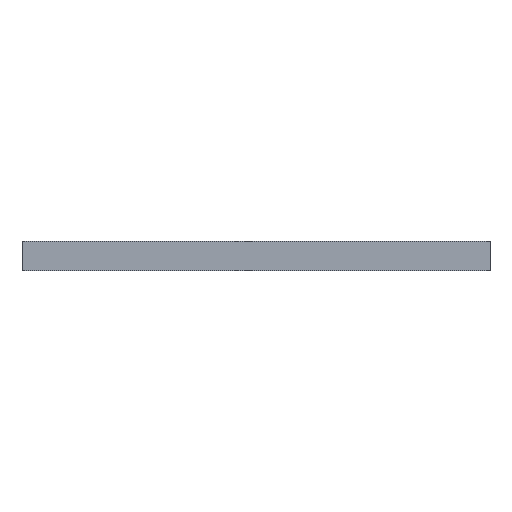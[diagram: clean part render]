
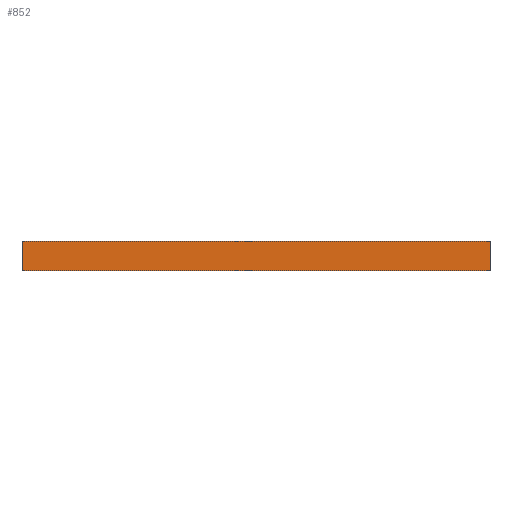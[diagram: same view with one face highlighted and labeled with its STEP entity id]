
A CAD part, front view. The second image highlights one B-rep face of the part: STEP entity #852.
In plain terms, the highlighted planar face has unit normal (0, -1, 0).
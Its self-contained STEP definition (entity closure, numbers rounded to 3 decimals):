
#48 = PLANE('',#49);
#49 = AXIS2_PLACEMENT_3D('',#50,#51,#52);
#50 = CARTESIAN_POINT('',(0.,-110.801,-5.));
#51 = DIRECTION('',(-0.,-0.,-1.));
#52 = DIRECTION('',(-1.,0.,0.));
#77 = SURFACE_OF_LINEAR_EXTRUSION('',#78,#83);
#78 = B_SPLINE_CURVE_WITH_KNOTS('',3,(#79,#80,#81,#82),.UNSPECIFIED.,.F.
  ,.F.,(4,4),(0.,1.),.PIECEWISE_BEZIER_KNOTS.);
#79 = CARTESIAN_POINT('',(10.,-160.,-5.));
#80 = CARTESIAN_POINT('',(10.,-200.,-5.));
#81 = CARTESIAN_POINT('',(80.,-195.,-5.));
#82 = CARTESIAN_POINT('',(80.,-200.,-5.));
#83 = VECTOR('',#84,1.);
#84 = DIRECTION('',(0.,0.,-1.));
#109 = PLANE('',#110);
#110 = AXIS2_PLACEMENT_3D('',#111,#112,#113);
#111 = CARTESIAN_POINT('',(0.,-110.801,5.));
#112 = DIRECTION('',(0.,0.,1.));
#113 = DIRECTION('',(0.,1.,0.));
#182 = VERTEX_POINT('',#183);
#183 = CARTESIAN_POINT('',(80.,-200.,-5.));
#206 = EDGE_CURVE('',#182,#207,#209,.T.);
#207 = VERTEX_POINT('',#208);
#208 = CARTESIAN_POINT('',(-80.,-200.,-5.));
#209 = SURFACE_CURVE('',#210,(#214,#221),.PCURVE_S1.);
#210 = LINE('',#211,#212);
#211 = CARTESIAN_POINT('',(80.,-200.,-5.));
#212 = VECTOR('',#213,1.);
#213 = DIRECTION('',(-1.,0.,0.));
#214 = PCURVE('',#48,#215);
#215 = DEFINITIONAL_REPRESENTATION('',(#216),#220);
#216 = LINE('',#217,#218);
#217 = CARTESIAN_POINT('',(-80.,-89.199));
#218 = VECTOR('',#219,1.);
#219 = DIRECTION('',(1.,0.));
#220 = ( GEOMETRIC_REPRESENTATION_CONTEXT(2) 
PARAMETRIC_REPRESENTATION_CONTEXT() REPRESENTATION_CONTEXT('2D SPACE',''
  ) );
#221 = PCURVE('',#222,#227);
#222 = PLANE('',#223);
#223 = AXIS2_PLACEMENT_3D('',#224,#225,#226);
#224 = CARTESIAN_POINT('',(0.,-200.,0.));
#225 = DIRECTION('',(-0.,-1.,-0.));
#226 = DIRECTION('',(0.,0.,-1.));
#227 = DEFINITIONAL_REPRESENTATION('',(#228),#232);
#228 = LINE('',#229,#230);
#229 = CARTESIAN_POINT('',(5.,80.));
#230 = VECTOR('',#231,1.);
#231 = DIRECTION('',(0.,-1.));
#232 = ( GEOMETRIC_REPRESENTATION_CONTEXT(2) 
PARAMETRIC_REPRESENTATION_CONTEXT() REPRESENTATION_CONTEXT('2D SPACE',''
  ) );
#252 = SURFACE_OF_LINEAR_EXTRUSION('',#253,#258);
#253 = B_SPLINE_CURVE_WITH_KNOTS('',3,(#254,#255,#256,#257),
  .UNSPECIFIED.,.F.,.F.,(4,4),(0.,1.),.PIECEWISE_BEZIER_KNOTS.);
#254 = CARTESIAN_POINT('',(-10.,-160.,-5.));
#255 = CARTESIAN_POINT('',(-10.,-200.,-5.));
#256 = CARTESIAN_POINT('',(-80.,-195.,-5.));
#257 = CARTESIAN_POINT('',(-80.,-200.,-5.));
#258 = VECTOR('',#259,1.);
#259 = DIRECTION('',(-0.,-0.,-1.));
#588 = VERTEX_POINT('',#589);
#589 = CARTESIAN_POINT('',(-80.,-200.,5.));
#612 = EDGE_CURVE('',#588,#613,#615,.T.);
#613 = VERTEX_POINT('',#614);
#614 = CARTESIAN_POINT('',(80.,-200.,5.));
#615 = SURFACE_CURVE('',#616,(#620,#627),.PCURVE_S1.);
#616 = LINE('',#617,#618);
#617 = CARTESIAN_POINT('',(-80.,-200.,5.));
#618 = VECTOR('',#619,1.);
#619 = DIRECTION('',(1.,0.,0.));
#620 = PCURVE('',#109,#621);
#621 = DEFINITIONAL_REPRESENTATION('',(#622),#626);
#622 = LINE('',#623,#624);
#623 = CARTESIAN_POINT('',(-89.199,80.));
#624 = VECTOR('',#625,1.);
#625 = DIRECTION('',(0.,-1.));
#626 = ( GEOMETRIC_REPRESENTATION_CONTEXT(2) 
PARAMETRIC_REPRESENTATION_CONTEXT() REPRESENTATION_CONTEXT('2D SPACE',''
  ) );
#627 = PCURVE('',#222,#628);
#628 = DEFINITIONAL_REPRESENTATION('',(#629),#633);
#629 = LINE('',#630,#631);
#630 = CARTESIAN_POINT('',(-5.,-80.));
#631 = VECTOR('',#632,1.);
#632 = DIRECTION('',(0.,1.));
#633 = ( GEOMETRIC_REPRESENTATION_CONTEXT(2) 
PARAMETRIC_REPRESENTATION_CONTEXT() REPRESENTATION_CONTEXT('2D SPACE',''
  ) );
#663 = EDGE_CURVE('',#182,#613,#664,.T.);
#664 = SURFACE_CURVE('',#665,(#669,#676),.PCURVE_S1.);
#665 = LINE('',#666,#667);
#666 = CARTESIAN_POINT('',(80.,-200.,-5.));
#667 = VECTOR('',#668,1.);
#668 = DIRECTION('',(0.,0.,1.));
#669 = PCURVE('',#77,#670);
#670 = DEFINITIONAL_REPRESENTATION('',(#671),#675);
#671 = LINE('',#672,#673);
#672 = CARTESIAN_POINT('',(1.,0.));
#673 = VECTOR('',#674,1.);
#674 = DIRECTION('',(0.,-1.));
#675 = ( GEOMETRIC_REPRESENTATION_CONTEXT(2) 
PARAMETRIC_REPRESENTATION_CONTEXT() REPRESENTATION_CONTEXT('2D SPACE',''
  ) );
#676 = PCURVE('',#222,#677);
#677 = DEFINITIONAL_REPRESENTATION('',(#678),#682);
#678 = LINE('',#679,#680);
#679 = CARTESIAN_POINT('',(5.,80.));
#680 = VECTOR('',#681,1.);
#681 = DIRECTION('',(-1.,0.));
#682 = ( GEOMETRIC_REPRESENTATION_CONTEXT(2) 
PARAMETRIC_REPRESENTATION_CONTEXT() REPRESENTATION_CONTEXT('2D SPACE',''
  ) );
#831 = EDGE_CURVE('',#207,#588,#832,.T.);
#832 = SURFACE_CURVE('',#833,(#837,#844),.PCURVE_S1.);
#833 = LINE('',#834,#835);
#834 = CARTESIAN_POINT('',(-80.,-200.,-5.));
#835 = VECTOR('',#836,1.);
#836 = DIRECTION('',(0.,0.,1.));
#837 = PCURVE('',#252,#838);
#838 = DEFINITIONAL_REPRESENTATION('',(#839),#843);
#839 = LINE('',#840,#841);
#840 = CARTESIAN_POINT('',(1.,0.));
#841 = VECTOR('',#842,1.);
#842 = DIRECTION('',(0.,-1.));
#843 = ( GEOMETRIC_REPRESENTATION_CONTEXT(2) 
PARAMETRIC_REPRESENTATION_CONTEXT() REPRESENTATION_CONTEXT('2D SPACE',''
  ) );
#844 = PCURVE('',#222,#845);
#845 = DEFINITIONAL_REPRESENTATION('',(#846),#850);
#846 = LINE('',#847,#848);
#847 = CARTESIAN_POINT('',(5.,-80.));
#848 = VECTOR('',#849,1.);
#849 = DIRECTION('',(-1.,0.));
#850 = ( GEOMETRIC_REPRESENTATION_CONTEXT(2) 
PARAMETRIC_REPRESENTATION_CONTEXT() REPRESENTATION_CONTEXT('2D SPACE',''
  ) );
#852 = ADVANCED_FACE('',(#853),#222,.T.);
#853 = FACE_BOUND('',#854,.T.);
#854 = EDGE_LOOP('',(#855,#856,#857,#858));
#855 = ORIENTED_EDGE('',*,*,#663,.T.);
#856 = ORIENTED_EDGE('',*,*,#612,.F.);
#857 = ORIENTED_EDGE('',*,*,#831,.F.);
#858 = ORIENTED_EDGE('',*,*,#206,.F.);
